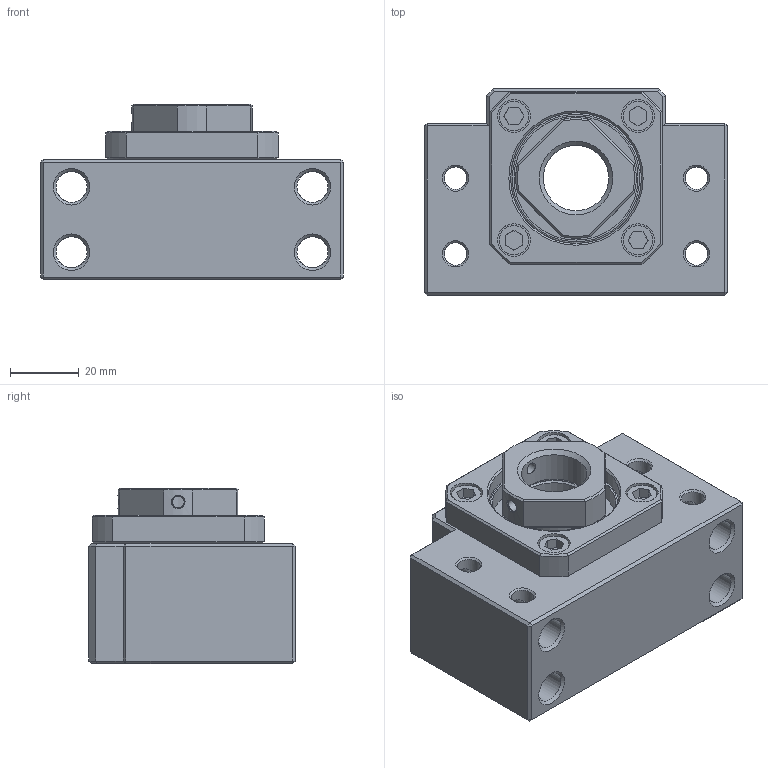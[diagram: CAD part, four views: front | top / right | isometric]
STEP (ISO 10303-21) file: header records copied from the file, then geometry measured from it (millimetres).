
FILE_DESCRIPTION (( 'STEP AP214' ), '1' );
FILE_NAME ('BKN20-Rollco.step', '2023-04-27T09:33:12', ( '' ), ( '' ), 'SwSTEP 2.0', 'SolidWorks 2010', '' );
FILE_SCHEMA (( 'AUTOMOTIVE_DESIGN' ));
Length unit declared in the file: millimetre
Products named in the file (9): BK20_1; 7004_3; 7004_2; BKN20_6; BK20_8; BKN20_5; BKN20_7; BKN20_9; BKN20-Rollco
Assembly tree (15 placements, depth 2):
  BKN20-Rollco
    7004_2  x2
    BKN20_5  x2
    7004_3  x2
    BKN20_7
    BK20_1
    BK20_8  x2
    BKN20_9  x4
    BKN20_6
Bounding box: 88 x 60 x 51 mm (x, y, z)
Volume: 141941.3 mm3; surface area: 61145 mm2
Topology: 15 solids, 15 shells, 307 faces, 723 edges, 461 vertices
Faces by surface type: plane 144, cylinder 81, cone 46, bspline 36
Full cylindrical faces by diameter (mm): 3.4 x2, 4.25 x4, 5 x4, 5.5 x4, 6.6 x12, 8.5 x4, 9 x4, 9.5 x4, 14 x4, 19 x1, 20 x4, 24.8 x2, 25 x2, 27 x3, 27.5 x2, 29 x2, 34.5 x2, 36 x2, 37 x1, 37.5 x2, 38 x4, 42 x4
Entity records: 7967 total; most frequent: CARTESIAN_POINT 3074, DIRECTION 906, ORIENTED_EDGE 774, EDGE_LOOP 404, EDGE_CURVE 387, AXIS2_PLACEMENT_3D 375, FACE_OUTER_BOUND 303, VERTEX_POINT 291
